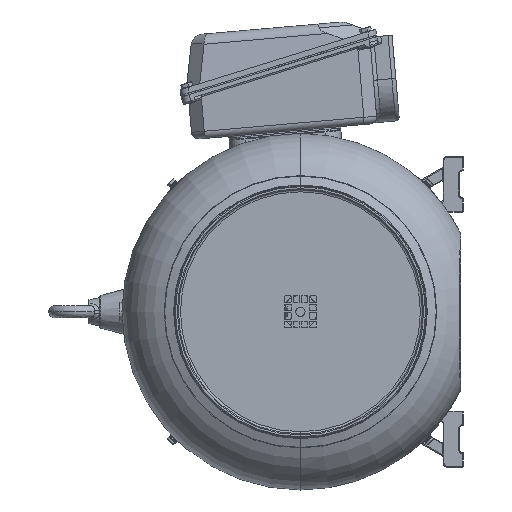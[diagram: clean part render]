
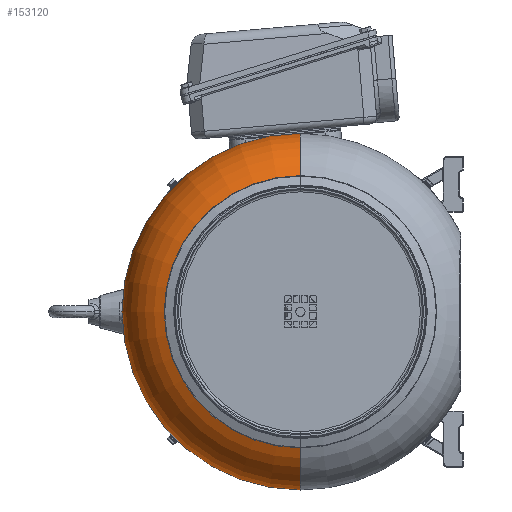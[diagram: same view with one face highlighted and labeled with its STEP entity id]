
A CAD part, left-side view. The second image highlights one B-rep face of the part: STEP entity #153120.
In plain terms, the highlighted toroidal (fillet/blend) face has major radius 137.5 mm and minor radius 85 mm.
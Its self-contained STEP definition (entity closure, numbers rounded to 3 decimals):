
#100 = ORIENTED_EDGE ( 'NONE', *, *, #75655, .T. ) ;
#14439 = ORIENTED_EDGE ( 'NONE', *, *, #20619, .F. ) ;
#15300 = ORIENTED_EDGE ( 'NONE', *, *, #157004, .T. ) ;
#15621 = AXIS2_PLACEMENT_3D ( 'NONE', #40475, #100436, #77105 ) ;
#18147 = AXIS2_PLACEMENT_3D ( 'NONE', #116877, #92554, #42905 ) ;
#20619 = EDGE_CURVE ( 'NONE', #97574, #50355, #64706, .T. ) ;
#20715 = DIRECTION ( 'NONE',  ( -1., 0., 0. ) ) ;
#23594 = AXIS2_PLACEMENT_3D ( 'NONE', #78810, #91290, #117755 ) ;
#27327 = VERTEX_POINT ( 'NONE', #53653 ) ;
#27739 = CARTESIAN_POINT ( 'NONE',  ( -114.831, 0., -222.5 ) ) ;
#40475 = CARTESIAN_POINT ( 'NONE',  ( -114.831, 0., 137.5 ) ) ;
#42905 = DIRECTION ( 'NONE',  ( 0., 0., 1. ) ) ;
#47168 = CARTESIAN_POINT ( 'NONE',  ( -193.361, 0., 0. ) ) ;
#49018 = TOROIDAL_SURFACE ( 'NONE', #18147, 137.5, 85. ) ;
#50355 = VERTEX_POINT ( 'NONE', #53796 ) ;
#52437 = EDGE_LOOP ( 'NONE', ( #100, #15300, #14439, #150725 ) ) ;
#53653 = CARTESIAN_POINT ( 'NONE',  ( -114.831, 0., 222.5 ) ) ;
#53796 = CARTESIAN_POINT ( 'NONE',  ( -193.361, 0., -170.028 ) ) ;
#58753 = FACE_OUTER_BOUND ( 'NONE', #52437, .T. ) ;
#63350 = CARTESIAN_POINT ( 'NONE',  ( -114.831, 0., 0. ) ) ;
#64706 = CIRCLE ( 'NONE', #119370, 170.028 ) ;
#66142 = CIRCLE ( 'NONE', #78230, 222.5 ) ;
#69651 = EDGE_CURVE ( 'NONE', #27327, #97574, #152178, .T. ) ;
#75655 = EDGE_CURVE ( 'NONE', #27327, #140343, #66142, .T. ) ;
#77105 = DIRECTION ( 'NONE',  ( 0., 0., -1. ) ) ;
#78230 = AXIS2_PLACEMENT_3D ( 'NONE', #63350, #138461, #114585 ) ;
#78810 = CARTESIAN_POINT ( 'NONE',  ( -114.831, 0., -137.5 ) ) ;
#83395 = CIRCLE ( 'NONE', #23594, 85. ) ;
#83412 = CARTESIAN_POINT ( 'NONE',  ( -193.361, 0., 170.028 ) ) ;
#91290 = DIRECTION ( 'NONE',  ( 0., 1., 0. ) ) ;
#92554 = DIRECTION ( 'NONE',  ( -1., 0., 0. ) ) ;
#95216 = DIRECTION ( 'NONE',  ( 0., 0., 1. ) ) ;
#97574 = VERTEX_POINT ( 'NONE', #83412 ) ;
#100436 = DIRECTION ( 'NONE',  ( 0., -1., 0. ) ) ;
#114585 = DIRECTION ( 'NONE',  ( 0., 0., 1. ) ) ;
#116877 = CARTESIAN_POINT ( 'NONE',  ( -114.831, 0., 0. ) ) ;
#117755 = DIRECTION ( 'NONE',  ( 0., 0., 1. ) ) ;
#119370 = AXIS2_PLACEMENT_3D ( 'NONE', #47168, #20715, #95216 ) ;
#138461 = DIRECTION ( 'NONE',  ( -1., 0., 0. ) ) ;
#140343 = VERTEX_POINT ( 'NONE', #27739 ) ;
#150725 = ORIENTED_EDGE ( 'NONE', *, *, #69651, .F. ) ;
#152178 = CIRCLE ( 'NONE', #15621, 85. ) ;
#153120 = ADVANCED_FACE ( 'NONE', ( #58753 ), #49018, .T. ) ;
#157004 = EDGE_CURVE ( 'NONE', #140343, #50355, #83395, .T. ) ;
